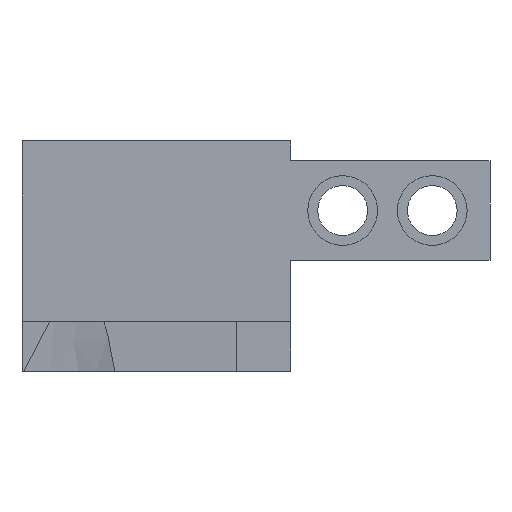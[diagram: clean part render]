
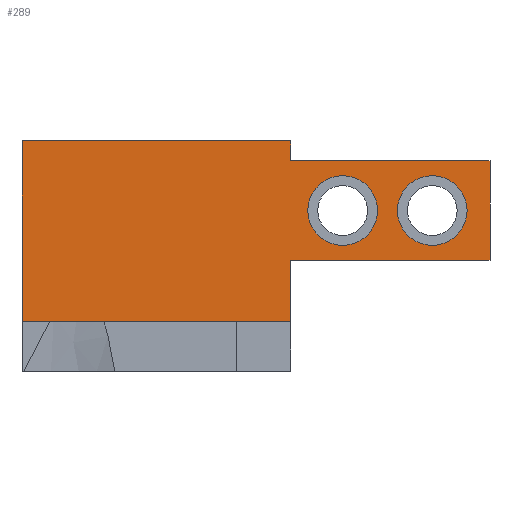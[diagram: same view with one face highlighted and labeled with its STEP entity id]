
A CAD part, front view. The second image highlights one B-rep face of the part: STEP entity #289.
In plain terms, the highlighted planar face has unit normal (0, -1, 0).
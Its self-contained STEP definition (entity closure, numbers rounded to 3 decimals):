
#136=PLANE('',#779);
#165=LINE('',#1017,#226);
#166=LINE('',#1020,#227);
#167=LINE('',#1022,#228);
#168=LINE('',#1024,#229);
#169=LINE('',#1026,#230);
#170=LINE('',#1028,#231);
#171=LINE('',#1030,#232);
#172=LINE('',#1032,#233);
#226=VECTOR('',#845,1.);
#227=VECTOR('',#846,1.);
#228=VECTOR('',#847,1.);
#229=VECTOR('',#848,1.);
#230=VECTOR('',#849,1.);
#231=VECTOR('',#850,1.);
#232=VECTOR('',#851,1.);
#233=VECTOR('',#852,1.);
#289=ADVANCED_FACE('',(#340,#341,#342),#136,.T.);
#340=FACE_BOUND('',#378,.T.);
#341=FACE_BOUND('',#379,.T.);
#342=FACE_BOUND('',#380,.T.);
#378=EDGE_LOOP('',(#439));
#379=EDGE_LOOP('',(#440));
#380=EDGE_LOOP('',(#441,#442,#443,#444,#445,#446,#447,#448));
#439=ORIENTED_EDGE('',*,*,#671,.F.);
#440=ORIENTED_EDGE('',*,*,#672,.F.);
#441=ORIENTED_EDGE('',*,*,#673,.T.);
#442=ORIENTED_EDGE('',*,*,#674,.F.);
#443=ORIENTED_EDGE('',*,*,#675,.F.);
#444=ORIENTED_EDGE('',*,*,#676,.T.);
#445=ORIENTED_EDGE('',*,*,#677,.T.);
#446=ORIENTED_EDGE('',*,*,#678,.F.);
#447=ORIENTED_EDGE('',*,*,#679,.F.);
#448=ORIENTED_EDGE('',*,*,#680,.F.);
#609=VERTEX_POINT('',#1014);
#610=VERTEX_POINT('',#1016);
#611=VERTEX_POINT('',#1018);
#612=VERTEX_POINT('',#1019);
#613=VERTEX_POINT('',#1021);
#614=VERTEX_POINT('',#1023);
#615=VERTEX_POINT('',#1025);
#616=VERTEX_POINT('',#1027);
#617=VERTEX_POINT('',#1029);
#618=VERTEX_POINT('',#1031);
#671=EDGE_CURVE('',#609,#609,#756,.T.);
#672=EDGE_CURVE('',#610,#610,#757,.T.);
#673=EDGE_CURVE('',#611,#612,#165,.T.);
#674=EDGE_CURVE('',#613,#612,#166,.T.);
#675=EDGE_CURVE('',#614,#613,#167,.T.);
#676=EDGE_CURVE('',#614,#615,#168,.T.);
#677=EDGE_CURVE('',#615,#616,#169,.T.);
#678=EDGE_CURVE('',#617,#616,#170,.T.);
#679=EDGE_CURVE('',#618,#617,#171,.T.);
#680=EDGE_CURVE('',#611,#618,#172,.T.);
#756=CIRCLE('',#777,3.5);
#757=CIRCLE('',#778,3.5);
#777=AXIS2_PLACEMENT_3D('',#1013,#841,#842);
#778=AXIS2_PLACEMENT_3D('',#1015,#843,#844);
#779=AXIS2_PLACEMENT_3D('',#1033,#853,#854);
#841=DIRECTION('',(0.,-1.,0.));
#842=DIRECTION('',(0.,0.,-1.));
#843=DIRECTION('',(0.,-1.,0.));
#844=DIRECTION('',(0.,0.,-1.));
#845=DIRECTION('',(-1.,0.,0.));
#846=DIRECTION('',(0.,0.,-1.));
#847=DIRECTION('',(1.,0.,0.));
#848=DIRECTION('',(0.,0.,-1.));
#849=DIRECTION('',(1.,0.,0.));
#850=DIRECTION('',(0.,0.,-1.));
#851=DIRECTION('',(-1.,0.,0.));
#852=DIRECTION('',(0.,0.,-1.));
#853=DIRECTION('',(0.,-1.,0.));
#854=DIRECTION('',(0.,0.,-1.));
#1013=CARTESIAN_POINT('',(33.2,-29.184,-13.869));
#1014=CARTESIAN_POINT('',(33.2,-29.184,-17.369));
#1015=CARTESIAN_POINT('',(24.2,-29.184,-13.869));
#1016=CARTESIAN_POINT('',(24.2,-29.184,-17.369));
#1017=CARTESIAN_POINT('',(19.,-29.184,-8.869));
#1018=CARTESIAN_POINT('',(39.,-29.184,-8.869));
#1019=CARTESIAN_POINT('',(19.,-29.184,-8.869));
#1020=CARTESIAN_POINT('',(19.,-29.184,-6.869));
#1021=CARTESIAN_POINT('',(19.,-29.184,-6.869));
#1022=CARTESIAN_POINT('',(-8.,-29.184,-6.869));
#1023=CARTESIAN_POINT('',(-8.,-29.184,-6.869));
#1024=CARTESIAN_POINT('',(-8.,-29.184,-6.869));
#1025=CARTESIAN_POINT('',(-8.,-29.184,-25.));
#1026=CARTESIAN_POINT('',(-8.,-29.184,-25.));
#1027=CARTESIAN_POINT('',(19.,-29.184,-25.));
#1028=CARTESIAN_POINT('',(19.,-29.184,-6.869));
#1029=CARTESIAN_POINT('',(19.,-29.184,-18.869));
#1030=CARTESIAN_POINT('',(19.,-29.184,-18.869));
#1031=CARTESIAN_POINT('',(39.,-29.184,-18.869));
#1032=CARTESIAN_POINT('',(39.,-29.184,-18.869));
#1033=CARTESIAN_POINT('',(19.,-29.184,-18.869));
